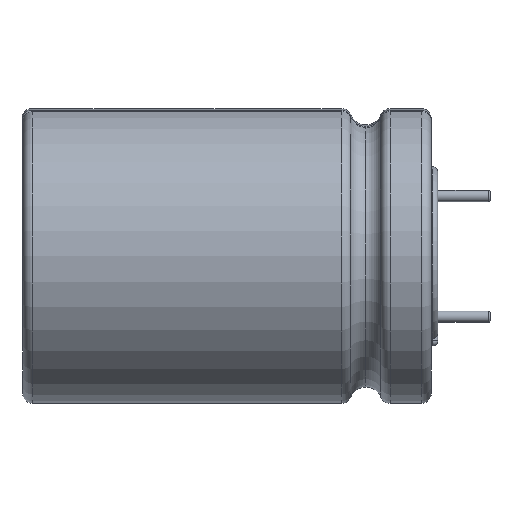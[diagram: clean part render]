
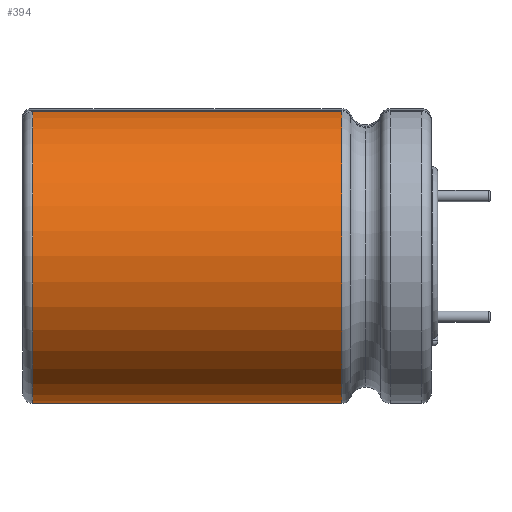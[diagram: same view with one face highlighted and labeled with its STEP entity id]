
A CAD part, left-side view. The second image highlights one B-rep face of the part: STEP entity #394.
In plain terms, the highlighted cylindrical face has radius 9 mm (diameter 18 mm), a partial arc.
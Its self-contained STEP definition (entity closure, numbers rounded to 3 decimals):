
#197 = CARTESIAN_POINT ( 'NONE',  ( 0., 24.4, -9. ) ) ;
#251 = ORIENTED_EDGE ( 'NONE', *, *, #564, .T. ) ;
#394 = ADVANCED_FACE ( 'NONE', ( #2072 ), #4326, .T. ) ;
#564 = EDGE_CURVE ( 'NONE', #5430, #3036, #6868, .T. ) ;
#595 = CARTESIAN_POINT ( 'NONE',  ( -1.563, 5.483, 8.863 ) ) ;
#876 = ORIENTED_EDGE ( 'NONE', *, *, #5185, .T. ) ;
#1492 = ORIENTED_EDGE ( 'NONE', *, *, #7122, .T. ) ;
#1508 = CARTESIAN_POINT ( 'NONE',  ( 0., 0., 0. ) ) ;
#1520 = VECTOR ( 'NONE', #3144, 1000. ) ;
#1574 = EDGE_LOOP ( 'NONE', ( #251, #876, #7060, #1492 ) ) ;
#1980 = VERTEX_POINT ( 'NONE', #2106 ) ;
#2072 = FACE_OUTER_BOUND ( 'NONE', #1574, .T. ) ;
#2106 = CARTESIAN_POINT ( 'NONE',  ( 0., 5.483, -9. ) ) ;
#2222 = AXIS2_PLACEMENT_3D ( 'NONE', #3454, #5075, #3422 ) ;
#2281 = AXIS2_PLACEMENT_3D ( 'NONE', #4339, #3180, #5981 ) ;
#2395 = CIRCLE ( 'NONE', #2281, 9. ) ;
#3036 = VERTEX_POINT ( 'NONE', #197 ) ;
#3144 = DIRECTION ( 'NONE',  ( 0., -1., 0. ) ) ;
#3180 = DIRECTION ( 'NONE',  ( 0., -1., 0. ) ) ;
#3292 = CARTESIAN_POINT ( 'NONE',  ( 0., 0., -9. ) ) ;
#3422 = DIRECTION ( 'NONE',  ( 0., 0., -1. ) ) ;
#3454 = CARTESIAN_POINT ( 'NONE',  ( 0., 24.4, 0. ) ) ;
#4048 = VERTEX_POINT ( 'NONE', #595 ) ;
#4197 = DIRECTION ( 'NONE',  ( 0., 1., 0. ) ) ;
#4237 = LINE ( 'NONE', #4776, #4372 ) ;
#4311 = AXIS2_PLACEMENT_3D ( 'NONE', #1508, #6650, #5524 ) ;
#4326 = CYLINDRICAL_SURFACE ( 'NONE', #4311, 9. ) ;
#4339 = CARTESIAN_POINT ( 'NONE',  ( 0., 5.483, 0. ) ) ;
#4372 = VECTOR ( 'NONE', #4197, 1000. ) ;
#4776 = CARTESIAN_POINT ( 'NONE',  ( -1.563, 0., 8.863 ) ) ;
#5075 = DIRECTION ( 'NONE',  ( 0., -1., 0. ) ) ;
#5185 = EDGE_CURVE ( 'NONE', #3036, #1980, #5875, .T. ) ;
#5430 = VERTEX_POINT ( 'NONE', #7102 ) ;
#5524 = DIRECTION ( 'NONE',  ( 0., 0., -1. ) ) ;
#5875 = LINE ( 'NONE', #3292, #1520 ) ;
#5981 = DIRECTION ( 'NONE',  ( 0., 0., -1. ) ) ;
#6650 = DIRECTION ( 'NONE',  ( 0., -1., 0. ) ) ;
#6868 = CIRCLE ( 'NONE', #2222, 9. ) ;
#7060 = ORIENTED_EDGE ( 'NONE', *, *, #7121, .F. ) ;
#7102 = CARTESIAN_POINT ( 'NONE',  ( -1.563, 24.4, 8.863 ) ) ;
#7121 = EDGE_CURVE ( 'NONE', #4048, #1980, #2395, .T. ) ;
#7122 = EDGE_CURVE ( 'NONE', #4048, #5430, #4237, .T. ) ;
